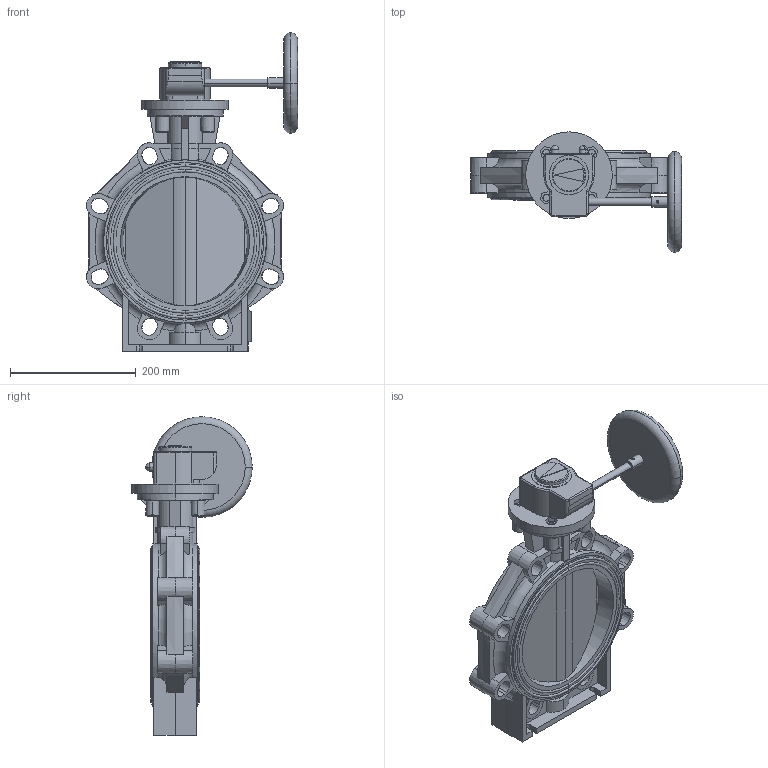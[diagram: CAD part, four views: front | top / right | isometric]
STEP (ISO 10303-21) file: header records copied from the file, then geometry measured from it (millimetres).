
FILE_DESCRIPTION(('STEP AP214'),'1');
FILE_NAME('cctmp_68CB507B-82CB-4DE4-BF01-4905BE74FA8B_2021_10_25_12_45_12_0310..stp','2021-10-25T10:45:12',('Praher Valves GmbH'),('CADClick - www.CADClick.com'),'Spatial InterOp 3D',' ','unknown authorization');
FILE_SCHEMA(('AUTOMOTIVE_DESIGN'));
Length unit declared in the file: millimetre
Products named in the file (3): cc_unnamed; 126019_1; 126019
Assembly tree (2 placements, depth 2):
  cc_unnamed
    126019_1
    126019
Bounding box: 335.97 x 191.65 x 507.1 mm (x, y, z)
Volume: 5353991.9 mm3; surface area: 481740.8 mm2
Topology: 2 solids, 2 shells, 574 faces, 1488 edges, 960 vertices
Faces by surface type: plane 269, cylinder 134, cone 113, torus 58
Entity records: 22886 total; most frequent: CARTESIAN_POINT 3781, DIRECTION 3165, ORIENTED_EDGE 2976, EDGE_CURVE 1488, AXIS2_PLACEMENT_3D 1221, VERTEX_POINT 960, LINE 723, VECTOR 723
